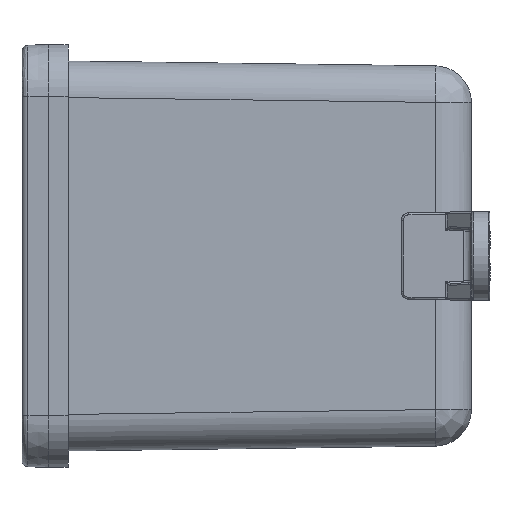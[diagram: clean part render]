
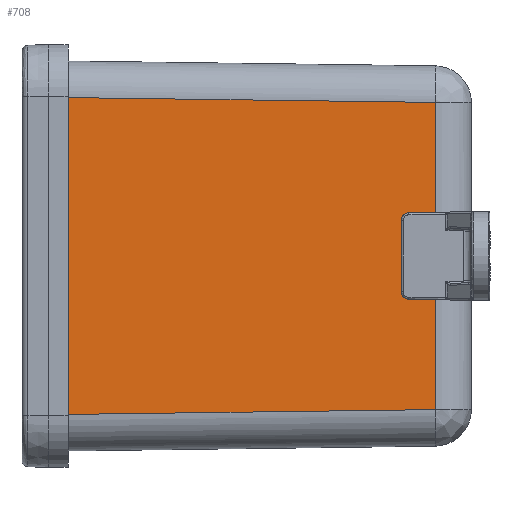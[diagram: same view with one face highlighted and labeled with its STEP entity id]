
A CAD part, left-side view. The second image highlights one B-rep face of the part: STEP entity #708.
In plain terms, the highlighted planar face has unit normal (-1, -0.013, 0).
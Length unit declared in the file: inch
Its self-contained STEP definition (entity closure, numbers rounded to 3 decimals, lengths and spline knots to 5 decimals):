
#620 = ORIENTED_EDGE ( 'NONE', *, *, #9100, .T. ) ;
#708 = ADVANCED_FACE ( 'NONE', ( #12783 ), #32912, .T. ) ;
#870 = CARTESIAN_POINT ( 'NONE',  ( -2.51154, -1.35789, 1.57529 ) ) ;
#1623 = DIRECTION ( 'NONE',  ( 0., 0., 1. ) ) ;
#3348 = CARTESIAN_POINT ( 'NONE',  ( -2.56128, 2.44202, -1.62503 ) ) ;
#3820 = VECTOR ( 'NONE', #7064, 39.37008 ) ;
#4268 = CARTESIAN_POINT ( 'NONE',  ( -2.51154, -1.35789, 2. ) ) ;
#4561 = LINE ( 'NONE', #26149, #23928 ) ;
#5030 = EDGE_CURVE ( 'NONE', #31744, #28954, #20405, .T. ) ;
#5788 = EDGE_CURVE ( 'NONE', #28954, #19670, #25746, .T. ) ;
#6470 = DIRECTION ( 'NONE',  ( -0.013, 1., 0.013 ) ) ;
#7064 = DIRECTION ( 'NONE',  ( 0., 0., -1. ) ) ;
#7492 = ORIENTED_EDGE ( 'NONE', *, *, #5030, .T. ) ;
#7989 = DIRECTION ( 'NONE',  ( 0.013, -1., 0. ) ) ;
#9100 = EDGE_CURVE ( 'NONE', #32584, #31744, #4561, .T. ) ;
#9623 = AXIS2_PLACEMENT_3D ( 'NONE', #29874, #21855, #7989 ) ;
#10940 = VECTOR ( 'NONE', #1623, 39.37008 ) ;
#11678 = CARTESIAN_POINT ( 'NONE',  ( -2.51154, -1.35789, 1.57529 ) ) ;
#12441 = EDGE_CURVE ( 'NONE', #19670, #32584, #26487, .T. ) ;
#12783 = FACE_OUTER_BOUND ( 'NONE', #22300, .T. ) ;
#15473 = CARTESIAN_POINT ( 'NONE',  ( -2.51154, -1.35789, -1.57529 ) ) ;
#16479 = ORIENTED_EDGE ( 'NONE', *, *, #5788, .T. ) ;
#17283 = ORIENTED_EDGE ( 'NONE', *, *, #12441, .T. ) ;
#19670 = VERTEX_POINT ( 'NONE', #28216 ) ;
#20405 = LINE ( 'NONE', #4268, #10940 ) ;
#21855 = DIRECTION ( 'NONE',  ( -1., -0.013, 0. ) ) ;
#22300 = EDGE_LOOP ( 'NONE', ( #7492, #16479, #17283, #620 ) ) ;
#22837 = VECTOR ( 'NONE', #6470, 39.37008 ) ;
#23605 = DIRECTION ( 'NONE',  ( 0.013, -1., 0.013 ) ) ;
#23928 = VECTOR ( 'NONE', #23605, 39.37008 ) ;
#25746 = LINE ( 'NONE', #870, #22837 ) ;
#26149 = CARTESIAN_POINT ( 'NONE',  ( -2.56128, 2.44202, -1.62503 ) ) ;
#26487 = LINE ( 'NONE', #30371, #3820 ) ;
#28216 = CARTESIAN_POINT ( 'NONE',  ( -2.56128, 2.44202, 1.62503 ) ) ;
#28954 = VERTEX_POINT ( 'NONE', #11678 ) ;
#29874 = CARTESIAN_POINT ( 'NONE',  ( -2.56128, 2.44202, 2. ) ) ;
#30371 = CARTESIAN_POINT ( 'NONE',  ( -2.56128, 2.44202, 2. ) ) ;
#31744 = VERTEX_POINT ( 'NONE', #15473 ) ;
#32584 = VERTEX_POINT ( 'NONE', #3348 ) ;
#32912 = PLANE ( 'NONE',  #9623 ) ;
